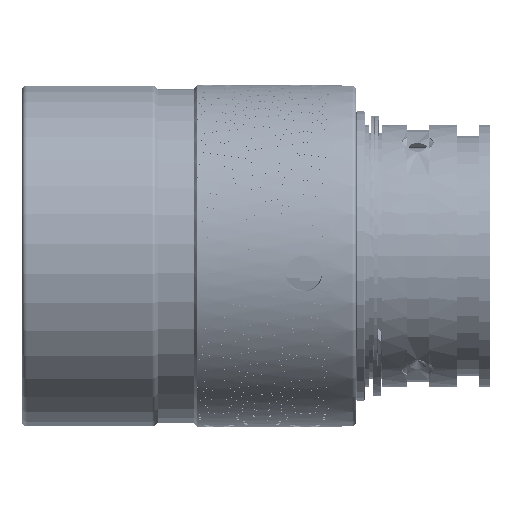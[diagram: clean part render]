
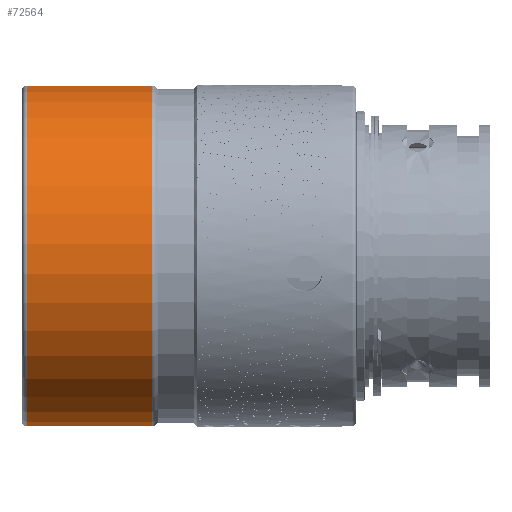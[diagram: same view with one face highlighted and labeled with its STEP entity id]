
A CAD part, front view. The second image highlights one B-rep face of the part: STEP entity #72564.
In plain terms, the highlighted cylindrical face has radius 18.9 mm (diameter 37.8 mm), a full revolution.
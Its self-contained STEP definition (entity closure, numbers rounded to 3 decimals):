
#6043=FACE_OUTER_BOUND('',#10276,.T.);
#10276=EDGE_LOOP('',(#55779,#55780,#55781,#55782,#55783,#55784,#55785));
#14336=CIRCLE('',#78769,18.9);
#14337=CIRCLE('',#78770,18.9);
#14342=CIRCLE('',#78777,18.9);
#14343=CIRCLE('',#78778,18.9);
#14344=CIRCLE('',#78779,18.9);
#22161=LINE('',#116113,#25303);
#25303=VECTOR('',#91509,18.9);
#29745=VERTEX_POINT('',#116093);
#29746=VERTEX_POINT('',#116095);
#29750=VERTEX_POINT('',#116108);
#29751=VERTEX_POINT('',#116109);
#29752=VERTEX_POINT('',#116111);
#39084=EDGE_CURVE('',#29745,#29746,#14336,.T.);
#39085=EDGE_CURVE('',#29746,#29745,#14337,.T.);
#39091=EDGE_CURVE('',#29750,#29751,#14342,.T.);
#39092=EDGE_CURVE('',#29752,#29750,#14343,.T.);
#39093=EDGE_CURVE('',#29752,#29746,#22161,.T.);
#39094=EDGE_CURVE('',#29751,#29752,#14344,.T.);
#55779=ORIENTED_EDGE('',*,*,#39091,.F.);
#55780=ORIENTED_EDGE('',*,*,#39092,.F.);
#55781=ORIENTED_EDGE('',*,*,#39093,.T.);
#55782=ORIENTED_EDGE('',*,*,#39084,.F.);
#55783=ORIENTED_EDGE('',*,*,#39085,.F.);
#55784=ORIENTED_EDGE('',*,*,#39093,.F.);
#55785=ORIENTED_EDGE('',*,*,#39094,.F.);
#65953=CYLINDRICAL_SURFACE('',#78776,18.9);
#72564=ADVANCED_FACE('',(#6043),#65953,.T.);
#78769=AXIS2_PLACEMENT_3D('',#116096,#91488,#91489);
#78770=AXIS2_PLACEMENT_3D('',#116097,#91490,#91491);
#78776=AXIS2_PLACEMENT_3D('',#116107,#91503,#91504);
#78777=AXIS2_PLACEMENT_3D('',#116110,#91505,#91506);
#78778=AXIS2_PLACEMENT_3D('',#116112,#91507,#91508);
#78779=AXIS2_PLACEMENT_3D('',#116114,#91510,#91511);
#91488=DIRECTION('center_axis',(1.,0.,0.));
#91489=DIRECTION('ref_axis',(0.,0.995,0.103));
#91490=DIRECTION('center_axis',(1.,0.,0.));
#91491=DIRECTION('ref_axis',(0.,0.995,0.103));
#91503=DIRECTION('center_axis',(-1.,0.,0.));
#91504=DIRECTION('ref_axis',(0.,0.995,0.103));
#91505=DIRECTION('center_axis',(-1.,0.,0.));
#91506=DIRECTION('ref_axis',(0.,-0.995,-0.103));
#91507=DIRECTION('center_axis',(-1.,0.,0.));
#91508=DIRECTION('ref_axis',(0.,-0.995,-0.103));
#91509=DIRECTION('',(1.,0.,0.));
#91510=DIRECTION('center_axis',(-1.,0.,0.));
#91511=DIRECTION('ref_axis',(0.,-0.995,-0.103));
#116093=CARTESIAN_POINT('',(3.093,-1.949,18.799));
#116095=CARTESIAN_POINT('',(3.093,-18.799,-1.949));
#116096=CARTESIAN_POINT('Origin',(3.093,0.,
0.));
#116097=CARTESIAN_POINT('Origin',(3.093,0.,
0.));
#116107=CARTESIAN_POINT('Origin',(7.2,0.,0.));
#116108=CARTESIAN_POINT('',(-10.8,18.799,1.949));
#116109=CARTESIAN_POINT('',(-10.8,1.949,-18.799));
#116110=CARTESIAN_POINT('Origin',(-10.8,0.,0.));
#116111=CARTESIAN_POINT('',(-10.8,-18.799,-1.949));
#116112=CARTESIAN_POINT('Origin',(-10.8,0.,0.));
#116113=CARTESIAN_POINT('',(7.2,-18.799,-1.949));
#116114=CARTESIAN_POINT('Origin',(-10.8,0.,0.));
